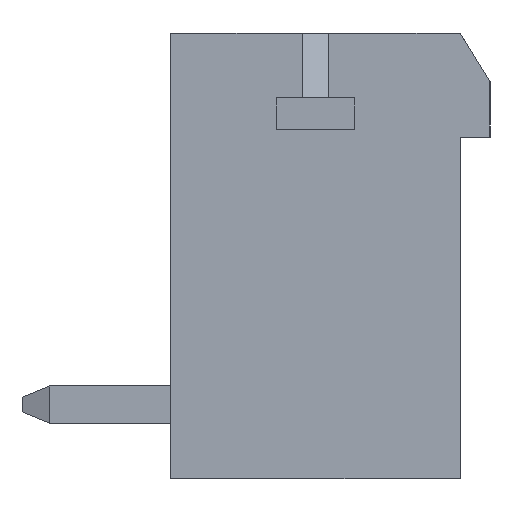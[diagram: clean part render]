
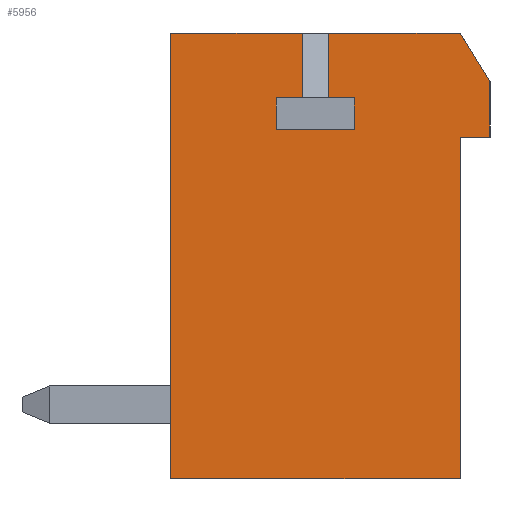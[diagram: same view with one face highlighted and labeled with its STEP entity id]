
A CAD part, left-side view. The second image highlights one B-rep face of the part: STEP entity #5956.
In plain terms, the highlighted planar face has unit normal (-1, 0, 0).
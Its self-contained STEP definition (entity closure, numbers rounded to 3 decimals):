
#141=ORIENTED_EDGE('',*,*,#1889,.T.);
#142=ORIENTED_EDGE('',*,*,#1890,.T.);
#143=ORIENTED_EDGE('',*,*,#1891,.T.);
#144=ORIENTED_EDGE('',*,*,#1892,.T.);
#145=ORIENTED_EDGE('',*,*,#1893,.T.);
#146=ORIENTED_EDGE('',*,*,#1894,.T.);
#147=ORIENTED_EDGE('',*,*,#1895,.T.);
#148=ORIENTED_EDGE('',*,*,#1896,.T.);
#149=ORIENTED_EDGE('',*,*,#1897,.T.);
#150=ORIENTED_EDGE('',*,*,#1898,.T.);
#151=ORIENTED_EDGE('',*,*,#1899,.T.);
#152=ORIENTED_EDGE('',*,*,#1900,.T.);
#153=ORIENTED_EDGE('',*,*,#1901,.T.);
#154=ORIENTED_EDGE('',*,*,#1902,.T.);
#155=ORIENTED_EDGE('',*,*,#1903,.T.);
#1889=EDGE_CURVE('',#2763,#2764,#3343,.T.);
#1890=EDGE_CURVE('',#2764,#2765,#3344,.T.);
#1891=EDGE_CURVE('',#2765,#2766,#3345,.T.);
#1892=EDGE_CURVE('',#2766,#2767,#3346,.T.);
#1893=EDGE_CURVE('',#2767,#2768,#3347,.T.);
#1894=EDGE_CURVE('',#2768,#2769,#3348,.T.);
#1895=EDGE_CURVE('',#2769,#2770,#3349,.T.);
#1896=EDGE_CURVE('',#2770,#2771,#3350,.T.);
#1897=EDGE_CURVE('',#2771,#2772,#3351,.T.);
#1898=EDGE_CURVE('',#2772,#2773,#3352,.T.);
#1899=EDGE_CURVE('',#2773,#2774,#3353,.T.);
#1900=EDGE_CURVE('',#2774,#2775,#3354,.T.);
#1901=EDGE_CURVE('',#2775,#2776,#3355,.T.);
#1902=EDGE_CURVE('',#2776,#2777,#3356,.T.);
#1903=EDGE_CURVE('',#2777,#2763,#3357,.T.);
#2763=VERTEX_POINT('',#8261);
#2764=VERTEX_POINT('',#8262);
#2765=VERTEX_POINT('',#8264);
#2766=VERTEX_POINT('',#8266);
#2767=VERTEX_POINT('',#8268);
#2768=VERTEX_POINT('',#8270);
#2769=VERTEX_POINT('',#8272);
#2770=VERTEX_POINT('',#8274);
#2771=VERTEX_POINT('',#8276);
#2772=VERTEX_POINT('',#8278);
#2773=VERTEX_POINT('',#8280);
#2774=VERTEX_POINT('',#8282);
#2775=VERTEX_POINT('',#8284);
#2776=VERTEX_POINT('',#8286);
#2777=VERTEX_POINT('',#8288);
#3343=LINE('',#8260,#4159);
#3344=LINE('',#8263,#4160);
#3345=LINE('',#8265,#4161);
#3346=LINE('',#8267,#4162);
#3347=LINE('',#8269,#4163);
#3348=LINE('',#8271,#4164);
#3349=LINE('',#8273,#4165);
#3350=LINE('',#8275,#4166);
#3351=LINE('',#8277,#4167);
#3352=LINE('',#8279,#4168);
#3353=LINE('',#8281,#4169);
#3354=LINE('',#8283,#4170);
#3355=LINE('',#8285,#4171);
#3356=LINE('',#8287,#4172);
#3357=LINE('',#8289,#4173);
#4159=VECTOR('',#6682,1000.);
#4160=VECTOR('',#6683,1000.);
#4161=VECTOR('',#6684,1000.);
#4162=VECTOR('',#6685,1000.);
#4163=VECTOR('',#6686,1000.);
#4164=VECTOR('',#6687,1000.);
#4165=VECTOR('',#6688,1000.);
#4166=VECTOR('',#6689,1000.);
#4167=VECTOR('',#6690,1000.);
#4168=VECTOR('',#6691,1000.);
#4169=VECTOR('',#6692,1000.);
#4170=VECTOR('',#6693,1000.);
#4171=VECTOR('',#6694,1000.);
#4172=VECTOR('',#6695,1000.);
#4173=VECTOR('',#6696,1000.);
#4975=EDGE_LOOP('',(#141,#142,#143,#144,#145,#146,#147,#148,#149,#150,#151,
#152,#153,#154,#155));
#5321=FACE_BOUND('',#4975,.T.);
#5667=PLANE('',#6297);
#5956=ADVANCED_FACE('',(#5321),#5667,.T.);
#6297=AXIS2_PLACEMENT_3D('',#8259,#6680,#6681);
#6680=DIRECTION('',(-1.,0.,0.));
#6681=DIRECTION('',(0.,0.,1.));
#6682=DIRECTION('',(0.,1.,0.));
#6683=DIRECTION('',(0.,0.,-1.));
#6684=DIRECTION('',(0.,-1.,0.));
#6685=DIRECTION('',(0.,0.,-1.));
#6686=DIRECTION('',(0.,1.,0.));
#6687=DIRECTION('',(0.,0.,1.));
#6688=DIRECTION('',(0.,-1.,0.));
#6689=DIRECTION('',(0.,0.,1.));
#6690=DIRECTION('',(0.,1.,0.));
#6691=DIRECTION('',(0.,0.,-1.));
#6692=DIRECTION('',(0.,-1.,0.));
#6693=DIRECTION('',(0.,0.,1.));
#6694=DIRECTION('',(0.,-1.,0.));
#6695=DIRECTION('',(0.,0.,1.));
#6696=DIRECTION('',(0.,0.524,0.852));
#8259=CARTESIAN_POINT('',(-21.32,0.,0.));
#8260=CARTESIAN_POINT('',(-21.32,-3.9,6.));
#8261=CARTESIAN_POINT('',(-21.32,-3.9,6.));
#8262=CARTESIAN_POINT('',(-21.32,-0.35,6.));
#8263=CARTESIAN_POINT('',(-21.32,-0.35,6.));
#8264=CARTESIAN_POINT('',(-21.32,-0.35,4.26));
#8265=CARTESIAN_POINT('',(-21.32,-0.35,4.26));
#8266=CARTESIAN_POINT('',(-21.32,-1.051,4.26));
#8267=CARTESIAN_POINT('',(-21.32,-1.051,4.26));
#8268=CARTESIAN_POINT('',(-21.32,-1.051,3.4));
#8269=CARTESIAN_POINT('',(-21.32,-1.051,3.4));
#8270=CARTESIAN_POINT('',(-21.32,1.051,3.4));
#8271=CARTESIAN_POINT('',(-21.32,1.051,3.4));
#8272=CARTESIAN_POINT('',(-21.32,1.051,4.26));
#8273=CARTESIAN_POINT('',(-21.32,1.051,4.26));
#8274=CARTESIAN_POINT('',(-21.32,0.35,4.26));
#8275=CARTESIAN_POINT('',(-21.32,0.35,4.26));
#8276=CARTESIAN_POINT('',(-21.32,0.35,6.));
#8277=CARTESIAN_POINT('',(-21.32,-3.9,6.));
#8278=CARTESIAN_POINT('',(-21.32,3.9,6.));
#8279=CARTESIAN_POINT('',(-21.32,3.9,6.));
#8280=CARTESIAN_POINT('',(-21.32,3.9,-6.));
#8281=CARTESIAN_POINT('',(-21.32,3.9,-6.));
#8282=CARTESIAN_POINT('',(-21.32,-3.9,-6.));
#8283=CARTESIAN_POINT('',(-21.32,-3.9,-6.));
#8284=CARTESIAN_POINT('',(-21.32,-3.9,3.2));
#8285=CARTESIAN_POINT('',(-21.32,-3.9,3.2));
#8286=CARTESIAN_POINT('',(-21.32,-4.7,3.2));
#8287=CARTESIAN_POINT('',(-21.32,-4.7,3.2));
#8288=CARTESIAN_POINT('',(-21.32,-4.7,4.7));
#8289=CARTESIAN_POINT('',(-21.32,-4.7,4.7));
